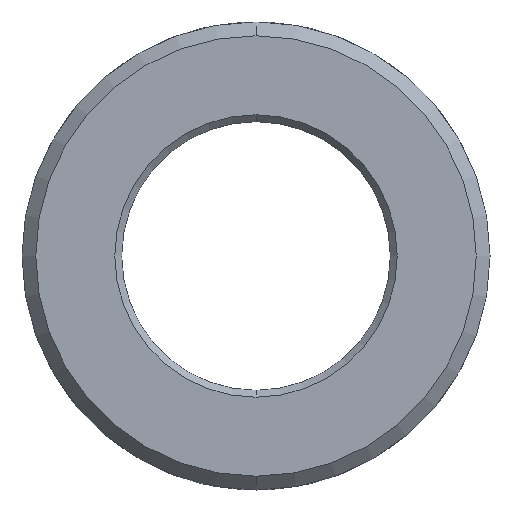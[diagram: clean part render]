
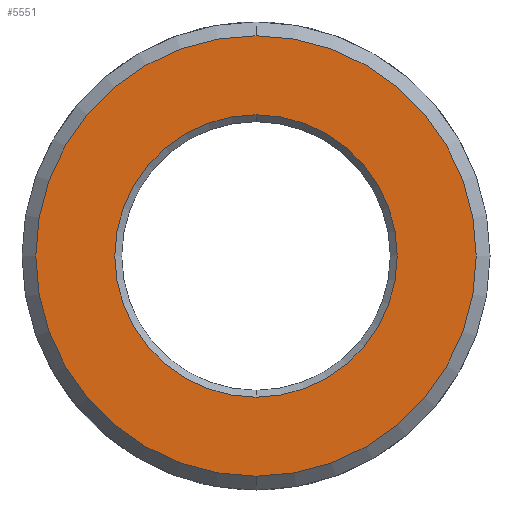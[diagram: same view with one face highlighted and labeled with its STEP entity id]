
A CAD part, front view. The second image highlights one B-rep face of the part: STEP entity #5551.
In plain terms, the highlighted planar face has unit normal (0, -1, 0).
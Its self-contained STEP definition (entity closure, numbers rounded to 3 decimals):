
#77 = CARTESIAN_POINT ( 'NONE',  ( 0., 0., 4.1 ) ) ;
#1773 = ORIENTED_EDGE ( 'NONE', *, *, #2207, .T. ) ;
#2207 = EDGE_CURVE ( 'NONE', #7425, #11583, #8723, .T. ) ;
#3313 = EDGE_CURVE ( 'NONE', #11583, #7425, #5064, .T. ) ;
#3922 = ORIENTED_EDGE ( 'NONE', *, *, #6054, .T. ) ;
#4038 = FACE_OUTER_BOUND ( 'NONE', #7458, .T. ) ;
#4077 = DIRECTION ( 'NONE',  ( 0., -1., 0. ) ) ;
#4494 = DIRECTION ( 'NONE',  ( 0., 0., 1. ) ) ;
#4961 = DIRECTION ( 'NONE',  ( 0., 0., 1. ) ) ;
#5064 = CIRCLE ( 'NONE', #6475, 4.1 ) ;
#5222 = FACE_BOUND ( 'NONE', #10227, .T. ) ;
#5508 = ORIENTED_EDGE ( 'NONE', *, *, #14509, .T. ) ;
#5551 = ADVANCED_FACE ( 'NONE', ( #5222, #4038 ), #13041, .F. ) ;
#5875 = CARTESIAN_POINT ( 'NONE',  ( 0., 0., -4.1 ) ) ;
#6054 = EDGE_CURVE ( 'NONE', #12837, #9579, #11842, .T. ) ;
#6475 = AXIS2_PLACEMENT_3D ( 'NONE', #10135, #7028, #4494 ) ;
#6595 = CARTESIAN_POINT ( 'NONE',  ( 0., 0., 0. ) ) ;
#6628 = AXIS2_PLACEMENT_3D ( 'NONE', #6595, #8971, #10241 ) ;
#6976 = DIRECTION ( 'NONE',  ( 0., 1., 0. ) ) ;
#7028 = DIRECTION ( 'NONE',  ( 0., 1., 0. ) ) ;
#7322 = AXIS2_PLACEMENT_3D ( 'NONE', #8229, #6976, #4961 ) ;
#7425 = VERTEX_POINT ( 'NONE', #5875 ) ;
#7458 = EDGE_LOOP ( 'NONE', ( #5508, #3922 ) ) ;
#8229 = CARTESIAN_POINT ( 'NONE',  ( 0., 0., 0. ) ) ;
#8496 = CARTESIAN_POINT ( 'NONE',  ( 0., 0., 0. ) ) ;
#8723 = CIRCLE ( 'NONE', #7322, 4.1 ) ;
#8971 = DIRECTION ( 'NONE',  ( 0., -1., 0. ) ) ;
#9579 = VERTEX_POINT ( 'NONE', #11980 ) ;
#10135 = CARTESIAN_POINT ( 'NONE',  ( 0., 0., 0. ) ) ;
#10227 = EDGE_LOOP ( 'NONE', ( #1773, #13056 ) ) ;
#10241 = DIRECTION ( 'NONE',  ( 0., 0., 1. ) ) ;
#10652 = DIRECTION ( 'NONE',  ( 0., 1., 0. ) ) ;
#10656 = AXIS2_PLACEMENT_3D ( 'NONE', #14059, #4077, #11959 ) ;
#11583 = VERTEX_POINT ( 'NONE', #77 ) ;
#11842 = CIRCLE ( 'NONE', #10656, 6.395 ) ;
#11959 = DIRECTION ( 'NONE',  ( 0., 0., 1. ) ) ;
#11980 = CARTESIAN_POINT ( 'NONE',  ( 0., 0., 6.395 ) ) ;
#12035 = AXIS2_PLACEMENT_3D ( 'NONE', #8496, #10652, #12894 ) ;
#12149 = CARTESIAN_POINT ( 'NONE',  ( 0., 0., -6.395 ) ) ;
#12837 = VERTEX_POINT ( 'NONE', #12149 ) ;
#12894 = DIRECTION ( 'NONE',  ( 1., 0., 0. ) ) ;
#13041 = PLANE ( 'NONE',  #12035 ) ;
#13054 = CIRCLE ( 'NONE', #6628, 6.395 ) ;
#13056 = ORIENTED_EDGE ( 'NONE', *, *, #3313, .T. ) ;
#14059 = CARTESIAN_POINT ( 'NONE',  ( 0., 0., 0. ) ) ;
#14509 = EDGE_CURVE ( 'NONE', #9579, #12837, #13054, .T. ) ;
